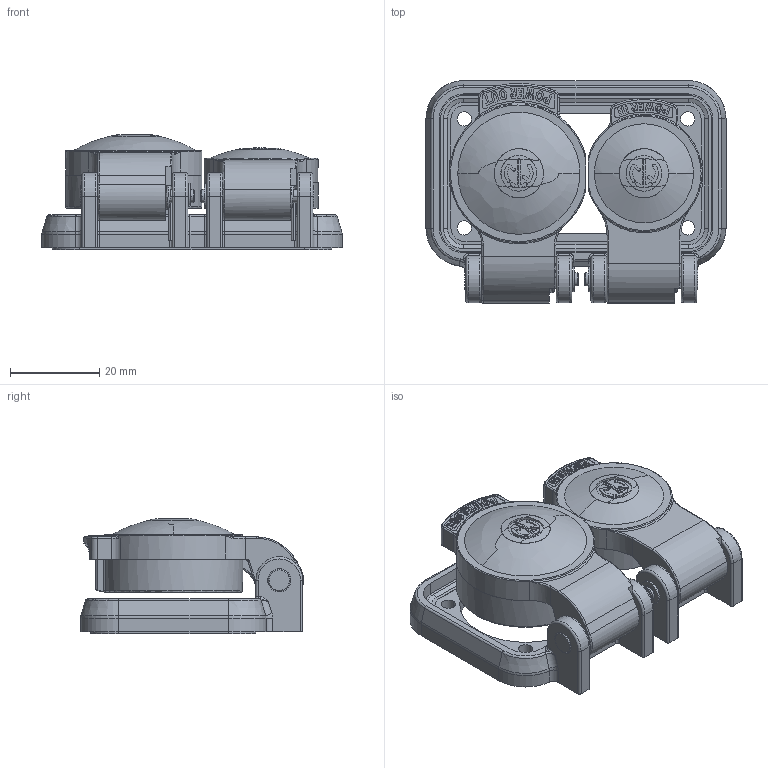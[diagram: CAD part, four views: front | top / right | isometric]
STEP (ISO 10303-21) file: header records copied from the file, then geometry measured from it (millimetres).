
FILE_DESCRIPTION((''),'2;1');
FILE_NAME('MF_CHASSIS_ASM_ASM','2021-01-20T',('xhp'),(''),'PRO/ENGINEER BY PARAMETRIC TECHNOLOGY CORPORATION, 2013040','PRO/ENGINEER BY PARAMETRIC TECHNOLOGY CORPORATION, 2013040','');
FILE_SCHEMA(('CONFIG_CONTROL_DESIGN'));
Length unit declared in the file: millimetre
Products named in the file (14): MF_CHASSIS; PIN; CLAMP_SPRING; PIN_ASM_ASM; MF_SPRING; 8_605_040COVER_F; 7_899_020CAP; 7_899_020CAP_ASM; 8_605_038COVER; 7_899_018CAP; 7_899_018CAP_ASM; 7_899_016RUBBER; 7_899_017RUBBER; MF_CHASSIS_ASM_ASM
Assembly tree (15 placements, depth 3):
  MF_CHASSIS_ASM_ASM
    MF_CHASSIS
    PIN_ASM_ASM  x2
      PIN
      CLAMP_SPRING
    MF_SPRING  x2
    7_899_020CAP_ASM
      8_605_040COVER_F
      7_899_020CAP
    7_899_018CAP_ASM
      8_605_038COVER
      7_899_018CAP
    7_899_016RUBBER
    7_899_017RUBBER
Bounding box: 67.15 x 49.88 x 25.86 mm (x, y, z)
Volume: 26260.1 mm3; surface area: 26006.5 mm2
Topology: 13 solids, 13 shells, 1117 faces, 3120 edges, 2048 vertices
Faces by surface type: cylinder 410, plane 347, torus 105, extrusion 92, cone 55, bspline 54, sphere 53, revolution 1
Entity records: 44973 total; most frequent: CARTESIAN_POINT 17062, ORIENTED_EDGE 5958, DIRECTION 5647, EDGE_CURVE 2979, AXIS2_PLACEMENT_3D 2145, VERTEX_POINT 1978, VECTOR 1356, LINE 1264
